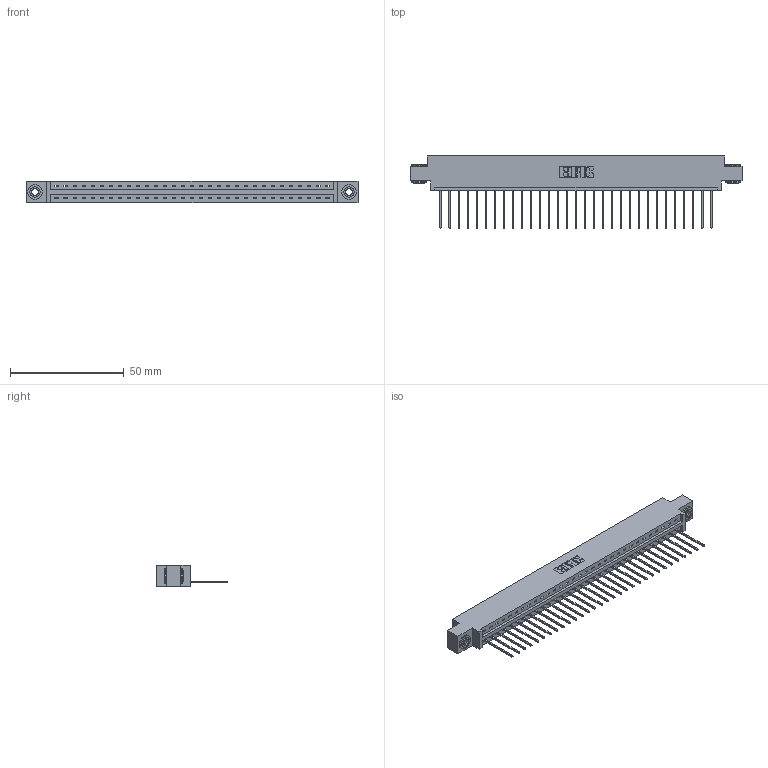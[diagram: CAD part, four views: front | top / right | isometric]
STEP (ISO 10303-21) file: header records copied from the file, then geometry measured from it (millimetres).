
FILE_DESCRIPTION (( 'STEP AP203' ), '1' );
FILE_NAME ('387-031-542-603.STEP', '2018-09-18T04:52:18', ( '' ), ( '' ), 'SwSTEP 2.0', 'SolidWorks 2016', '' );
FILE_SCHEMA (( 'CONFIG_CONTROL_DESIGN' ));
Length unit declared in the file: inch
Products named in the file (4): 337 Part_0.170 Offset - 0.156 Dia-TH; 345-292-001_345-293-142; 345-250-002_345-250-002-102; 387-031-542-603
Assembly tree (34 placements, depth 2):
  387-031-542-603
    337 Part_0.170 Offset - 0.156 Dia-TH
    345-292-001_345-293-142  x31
    345-250-002_345-250-002-102  x2
Bounding box: 145.85 x 31.63 x 9.4 mm (x, y, z)
Volume: 14991.5 mm3; surface area: 16213.3 mm2
Topology: 34 solids, 34 shells, 2078 faces, 6227 edges, 4106 vertices
Faces by surface type: plane 1510, cylinder 560, cone 8
Entity records: 25266 total; most frequent: CARTESIAN_POINT 4378, ORIENTED_EDGE 4338, DIRECTION 3741, EDGE_CURVE 2169, VECTOR 2017, LINE 2017, VERTEX_POINT 1442, AXIS2_PLACEMENT_3D 862
